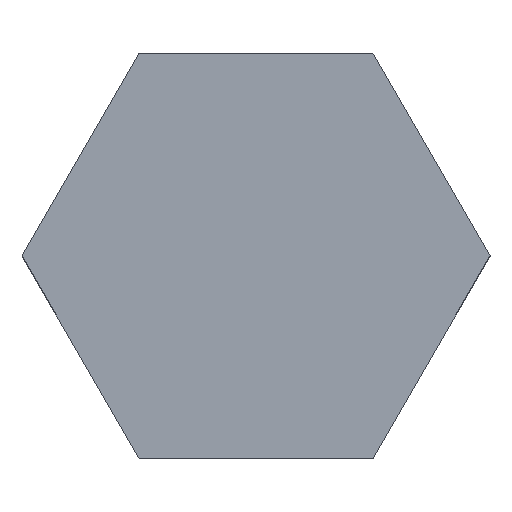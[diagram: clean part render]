
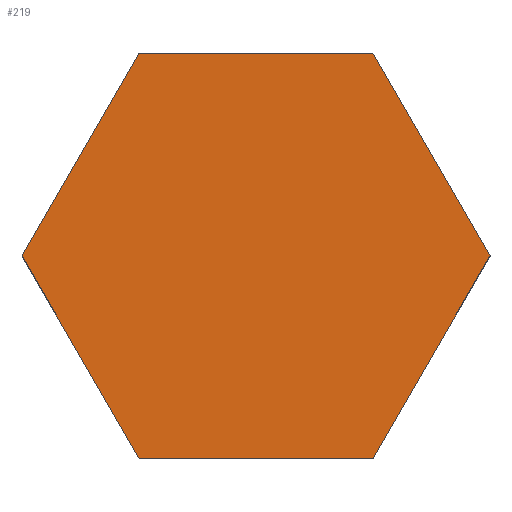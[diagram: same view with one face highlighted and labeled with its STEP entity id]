
A CAD part, top view. The second image highlights one B-rep face of the part: STEP entity #219.
In plain terms, the highlighted planar face has unit normal (0, 0, 1).
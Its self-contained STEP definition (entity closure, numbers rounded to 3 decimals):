
#7 = ORIENTED_EDGE ( 'NONE', *, *, #897, .T. ) ;
#22 = VERTEX_POINT ( 'NONE', #853 ) ;
#41 = VECTOR ( 'NONE', #418, 1000. ) ;
#51 = ORIENTED_EDGE ( 'NONE', *, *, #386, .T. ) ;
#89 = PLANE ( 'NONE',  #440 ) ;
#103 = CARTESIAN_POINT ( 'NONE',  ( 2.813, -1.624, 3.5 ) ) ;
#108 = DIRECTION ( 'NONE',  ( 1., 0., 0. ) ) ;
#123 = VERTEX_POINT ( 'NONE', #1031 ) ;
#165 = LINE ( 'NONE', #103, #705 ) ;
#192 = ORIENTED_EDGE ( 'NONE', *, *, #989, .T. ) ;
#216 = VECTOR ( 'NONE', #108, 1000. ) ;
#219 = ADVANCED_FACE ( 'NONE', ( #859 ), #89, .T. ) ;
#244 = CARTESIAN_POINT ( 'NONE',  ( 1.875, -3.248, 3.5 ) ) ;
#259 = CARTESIAN_POINT ( 'NONE',  ( 0., 0., 3.5 ) ) ;
#270 = EDGE_CURVE ( 'NONE', #123, #982, #490, .T. ) ;
#282 = VERTEX_POINT ( 'NONE', #493 ) ;
#286 = LINE ( 'NONE', #1044, #319 ) ;
#290 = CARTESIAN_POINT ( 'NONE',  ( -2.812, -1.624, 3.5 ) ) ;
#319 = VECTOR ( 'NONE', #892, 1000. ) ;
#352 = LINE ( 'NONE', #818, #41 ) ;
#356 = CARTESIAN_POINT ( 'NONE',  ( 1.875, 3.248, 3.5 ) ) ;
#365 = VERTEX_POINT ( 'NONE', #356 ) ;
#386 = EDGE_CURVE ( 'NONE', #971, #123, #627, .T. ) ;
#391 = ORIENTED_EDGE ( 'NONE', *, *, #764, .T. ) ;
#418 = DIRECTION ( 'NONE',  ( -0.5, -0.866, 0. ) ) ;
#440 = AXIS2_PLACEMENT_3D ( 'NONE', #259, #665, #902 ) ;
#490 = LINE ( 'NONE', #590, #216 ) ;
#493 = CARTESIAN_POINT ( 'NONE',  ( -1.875, 3.248, 3.5 ) ) ;
#503 = CARTESIAN_POINT ( 'NONE',  ( -3.75, 0., 3.5 ) ) ;
#518 = DIRECTION ( 'NONE',  ( 0.5, 0.866, 0. ) ) ;
#560 = CARTESIAN_POINT ( 'NONE',  ( 0., 3.248, 3.5 ) ) ;
#584 = ORIENTED_EDGE ( 'NONE', *, *, #682, .T. ) ;
#590 = CARTESIAN_POINT ( 'NONE',  ( 0., -3.248, 3.5 ) ) ;
#627 = LINE ( 'NONE', #290, #640 ) ;
#640 = VECTOR ( 'NONE', #927, 1000. ) ;
#665 = DIRECTION ( 'NONE',  ( 0., 0., 1. ) ) ;
#682 = EDGE_CURVE ( 'NONE', #982, #22, #165, .T. ) ;
#705 = VECTOR ( 'NONE', #518, 1000. ) ;
#727 = DIRECTION ( 'NONE',  ( -1., 0., 0. ) ) ;
#752 = EDGE_LOOP ( 'NONE', ( #584, #192, #391, #7, #51, #810 ) ) ;
#764 = EDGE_CURVE ( 'NONE', #365, #282, #930, .T. ) ;
#810 = ORIENTED_EDGE ( 'NONE', *, *, #270, .T. ) ;
#818 = CARTESIAN_POINT ( 'NONE',  ( -2.813, 1.624, 3.5 ) ) ;
#853 = CARTESIAN_POINT ( 'NONE',  ( 3.75, 0., 3.5 ) ) ;
#859 = FACE_OUTER_BOUND ( 'NONE', #752, .T. ) ;
#892 = DIRECTION ( 'NONE',  ( -0.5, 0.866, 0. ) ) ;
#897 = EDGE_CURVE ( 'NONE', #282, #971, #352, .T. ) ;
#902 = DIRECTION ( 'NONE',  ( 1., 0., 0. ) ) ;
#927 = DIRECTION ( 'NONE',  ( 0.5, -0.866, 0. ) ) ;
#930 = LINE ( 'NONE', #560, #942 ) ;
#942 = VECTOR ( 'NONE', #727, 1000. ) ;
#971 = VERTEX_POINT ( 'NONE', #503 ) ;
#982 = VERTEX_POINT ( 'NONE', #244 ) ;
#989 = EDGE_CURVE ( 'NONE', #22, #365, #286, .T. ) ;
#1031 = CARTESIAN_POINT ( 'NONE',  ( -1.875, -3.248, 3.5 ) ) ;
#1044 = CARTESIAN_POINT ( 'NONE',  ( 2.812, 1.624, 3.5 ) ) ;
